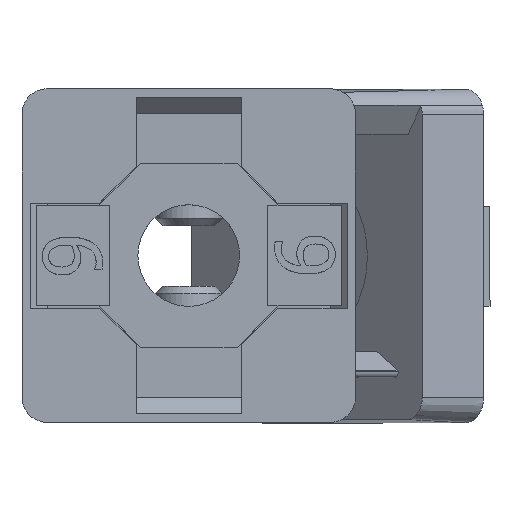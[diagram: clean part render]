
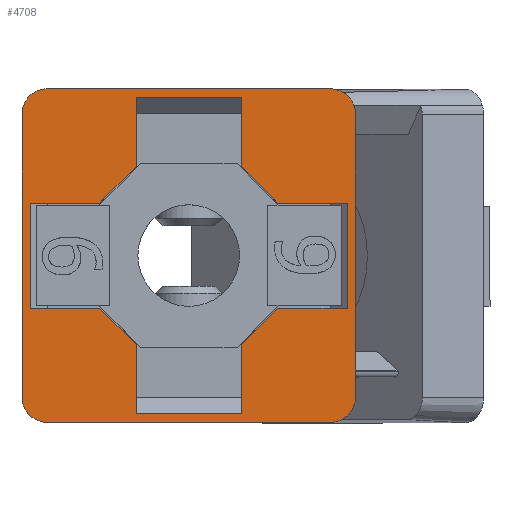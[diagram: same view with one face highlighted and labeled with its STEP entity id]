
A CAD part, top view. The second image highlights one B-rep face of the part: STEP entity #4708.
In plain terms, the highlighted planar face has unit normal (0, 0, 1).
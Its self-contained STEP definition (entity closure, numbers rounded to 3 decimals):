
#244=ELLIPSE('',#5103,1.501,1.5);
#245=ELLIPSE('',#5108,1.501,1.5);
#317=FACE_BOUND('',#777,.T.);
#349=CIRCLE('',#5104,1.51);
#350=CIRCLE('',#5105,1.51);
#351=CIRCLE('',#5106,1.51);
#352=CIRCLE('',#5107,1.51);
#497=FACE_OUTER_BOUND('',#776,.T.);
#776=EDGE_LOOP('',(#3236,#3237,#3238,#3239,#3240,#3241,#3242,#3243,#3244,
#3245,#3246,#3247));
#777=EDGE_LOOP('',(#3248,#3249,#3250,#3251,#3252,#3253,#3254,#3255,#3256,
#3257,#3258,#3259,#3260,#3261,#3262,#3263));
#1060=LINE('',#6764,#1509);
#1064=LINE('',#6771,#1513);
#1070=LINE('',#6785,#1519);
#1074=LINE('',#6792,#1523);
#1080=LINE('',#6806,#1529);
#1084=LINE('',#6813,#1533);
#1090=LINE('',#6827,#1539);
#1094=LINE('',#6834,#1543);
#1097=LINE('',#6840,#1546);
#1098=LINE('',#6843,#1547);
#1102=LINE('',#6849,#1551);
#1103=LINE('',#6852,#1552);
#1107=LINE('',#6858,#1556);
#1108=LINE('',#6861,#1557);
#1112=LINE('',#6867,#1561);
#1113=LINE('',#6869,#1562);
#1117=LINE('',#6892,#1566);
#1118=LINE('',#6896,#1567);
#1119=LINE('',#6900,#1568);
#1120=LINE('',#6904,#1569);
#1121=LINE('',#6908,#1570);
#1122=LINE('',#6912,#1571);
#1509=VECTOR('',#5493,10.);
#1513=VECTOR('',#5499,10.);
#1519=VECTOR('',#5509,10.);
#1523=VECTOR('',#5515,10.);
#1529=VECTOR('',#5525,10.);
#1533=VECTOR('',#5531,10.);
#1539=VECTOR('',#5541,10.);
#1543=VECTOR('',#5547,10.);
#1546=VECTOR('',#5552,10.);
#1547=VECTOR('',#5555,10.);
#1551=VECTOR('',#5561,10.);
#1552=VECTOR('',#5564,10.);
#1556=VECTOR('',#5570,10.);
#1557=VECTOR('',#5573,10.);
#1561=VECTOR('',#5579,10.);
#1562=VECTOR('',#5582,10.);
#1566=VECTOR('',#5608,16.998);
#1567=VECTOR('',#5611,0.004);
#1568=VECTOR('',#5614,16.98);
#1569=VECTOR('',#5617,16.98);
#1570=VECTOR('',#5620,16.98);
#1571=VECTOR('',#5623,0.004);
#1957=VERTEX_POINT('',#6761);
#1958=VERTEX_POINT('',#6763);
#1960=VERTEX_POINT('',#6769);
#1965=VERTEX_POINT('',#6782);
#1966=VERTEX_POINT('',#6784);
#1968=VERTEX_POINT('',#6790);
#1973=VERTEX_POINT('',#6803);
#1974=VERTEX_POINT('',#6805);
#1976=VERTEX_POINT('',#6811);
#1981=VERTEX_POINT('',#6824);
#1982=VERTEX_POINT('',#6826);
#1984=VERTEX_POINT('',#6832);
#1986=VERTEX_POINT('',#6838);
#1987=VERTEX_POINT('',#6842);
#1989=VERTEX_POINT('',#6851);
#1991=VERTEX_POINT('',#6860);
#1999=VERTEX_POINT('',#6890);
#2000=VERTEX_POINT('',#6891);
#2001=VERTEX_POINT('',#6893);
#2002=VERTEX_POINT('',#6895);
#2003=VERTEX_POINT('',#6897);
#2004=VERTEX_POINT('',#6899);
#2005=VERTEX_POINT('',#6901);
#2006=VERTEX_POINT('',#6903);
#2007=VERTEX_POINT('',#6905);
#2008=VERTEX_POINT('',#6907);
#2009=VERTEX_POINT('',#6909);
#2010=VERTEX_POINT('',#6911);
#2424=EDGE_CURVE('',#1958,#1957,#1060,.T.);
#2428=EDGE_CURVE('',#1957,#1960,#1064,.T.);
#2434=EDGE_CURVE('',#1966,#1965,#1070,.T.);
#2438=EDGE_CURVE('',#1965,#1968,#1074,.T.);
#2444=EDGE_CURVE('',#1974,#1973,#1080,.T.);
#2448=EDGE_CURVE('',#1973,#1976,#1084,.T.);
#2454=EDGE_CURVE('',#1982,#1981,#1090,.T.);
#2458=EDGE_CURVE('',#1981,#1984,#1094,.T.);
#2461=EDGE_CURVE('',#1968,#1986,#1097,.T.);
#2462=EDGE_CURVE('',#1987,#1966,#1098,.T.);
#2466=EDGE_CURVE('',#1976,#1987,#1102,.T.);
#2467=EDGE_CURVE('',#1989,#1974,#1103,.T.);
#2471=EDGE_CURVE('',#1984,#1989,#1107,.T.);
#2472=EDGE_CURVE('',#1991,#1982,#1108,.T.);
#2476=EDGE_CURVE('',#1960,#1991,#1112,.T.);
#2477=EDGE_CURVE('',#1986,#1958,#1113,.T.);
#2487=EDGE_CURVE('',#1999,#2000,#1117,.T.);
#2488=EDGE_CURVE('',#2001,#2000,#244,.T.);
#2489=EDGE_CURVE('',#2002,#2001,#1118,.T.);
#2490=EDGE_CURVE('',#2002,#2003,#349,.T.);
#2491=EDGE_CURVE('',#2003,#2004,#1119,.T.);
#2492=EDGE_CURVE('',#2004,#2005,#350,.T.);
#2493=EDGE_CURVE('',#2005,#2006,#1120,.T.);
#2494=EDGE_CURVE('',#2006,#2007,#351,.T.);
#2495=EDGE_CURVE('',#2007,#2008,#1121,.T.);
#2496=EDGE_CURVE('',#2008,#2009,#352,.T.);
#2497=EDGE_CURVE('',#2010,#2009,#1122,.T.);
#2498=EDGE_CURVE('',#1999,#2010,#245,.T.);
#3236=ORIENTED_EDGE('',*,*,#2487,.T.);
#3237=ORIENTED_EDGE('',*,*,#2488,.F.);
#3238=ORIENTED_EDGE('',*,*,#2489,.F.);
#3239=ORIENTED_EDGE('',*,*,#2490,.T.);
#3240=ORIENTED_EDGE('',*,*,#2491,.T.);
#3241=ORIENTED_EDGE('',*,*,#2492,.T.);
#3242=ORIENTED_EDGE('',*,*,#2493,.T.);
#3243=ORIENTED_EDGE('',*,*,#2494,.T.);
#3244=ORIENTED_EDGE('',*,*,#2495,.T.);
#3245=ORIENTED_EDGE('',*,*,#2496,.T.);
#3246=ORIENTED_EDGE('',*,*,#2497,.F.);
#3247=ORIENTED_EDGE('',*,*,#2498,.F.);
#3248=ORIENTED_EDGE('',*,*,#2461,.T.);
#3249=ORIENTED_EDGE('',*,*,#2477,.T.);
#3250=ORIENTED_EDGE('',*,*,#2424,.T.);
#3251=ORIENTED_EDGE('',*,*,#2428,.T.);
#3252=ORIENTED_EDGE('',*,*,#2476,.T.);
#3253=ORIENTED_EDGE('',*,*,#2472,.T.);
#3254=ORIENTED_EDGE('',*,*,#2454,.T.);
#3255=ORIENTED_EDGE('',*,*,#2458,.T.);
#3256=ORIENTED_EDGE('',*,*,#2471,.T.);
#3257=ORIENTED_EDGE('',*,*,#2467,.T.);
#3258=ORIENTED_EDGE('',*,*,#2444,.T.);
#3259=ORIENTED_EDGE('',*,*,#2448,.T.);
#3260=ORIENTED_EDGE('',*,*,#2466,.T.);
#3261=ORIENTED_EDGE('',*,*,#2462,.T.);
#3262=ORIENTED_EDGE('',*,*,#2434,.T.);
#3263=ORIENTED_EDGE('',*,*,#2438,.T.);
#4538=PLANE('',#5102);
#4708=ADVANCED_FACE('',(#497,#317),#4538,.T.);
#5102=AXIS2_PLACEMENT_3D('',#6889,#5606,#5607);
#5103=AXIS2_PLACEMENT_3D('',#6894,#5609,#5610);
#5104=AXIS2_PLACEMENT_3D('',#6898,#5612,#5613);
#5105=AXIS2_PLACEMENT_3D('',#6902,#5615,#5616);
#5106=AXIS2_PLACEMENT_3D('',#6906,#5618,#5619);
#5107=AXIS2_PLACEMENT_3D('',#6910,#5621,#5622);
#5108=AXIS2_PLACEMENT_3D('',#6913,#5624,#5625);
#5493=DIRECTION('',(0.,-1.,0.));
#5499=DIRECTION('',(-1.,0.,0.));
#5509=DIRECTION('',(1.,0.,0.));
#5515=DIRECTION('',(0.,-1.,0.));
#5525=DIRECTION('',(0.,1.,0.));
#5531=DIRECTION('',(1.,0.,0.));
#5541=DIRECTION('',(-1.,0.,0.));
#5547=DIRECTION('',(0.,1.,0.));
#5552=DIRECTION('',(-1.,0.,0.));
#5555=DIRECTION('',(0.707,-0.707,0.));
#5561=DIRECTION('',(0.,-1.,0.));
#5564=DIRECTION('',(0.707,0.707,0.));
#5570=DIRECTION('',(1.,0.,0.));
#5573=DIRECTION('',(-0.707,0.707,0.));
#5579=DIRECTION('',(0.,1.,0.));
#5582=DIRECTION('',(-0.707,-0.707,0.));
#5606=DIRECTION('center_axis',(0.,0.,1.));
#5607=DIRECTION('ref_axis',(1.,0.,0.));
#5608=DIRECTION('',(1.,0.,0.));
#5609=DIRECTION('center_axis',(0.,0.,-1.));
#5610=DIRECTION('ref_axis',(1.,0.,0.));
#5611=DIRECTION('',(0.538,-0.843,0.));
#5612=DIRECTION('center_axis',(0.,0.,1.));
#5613=DIRECTION('ref_axis',(0.,-1.,0.));
#5614=DIRECTION('',(0.,1.,0.));
#5615=DIRECTION('center_axis',(0.,0.,1.));
#5616=DIRECTION('ref_axis',(1.,0.,0.));
#5617=DIRECTION('',(-1.,0.,0.));
#5618=DIRECTION('center_axis',(0.,0.,1.));
#5619=DIRECTION('ref_axis',(0.,1.,0.));
#5620=DIRECTION('',(0.,-1.,0.));
#5621=DIRECTION('center_axis',(0.,0.,1.));
#5622=DIRECTION('ref_axis',(-1.,0.,0.));
#5623=DIRECTION('',(0.538,0.843,0.));
#5624=DIRECTION('center_axis',(0.,0.,-1.));
#5625=DIRECTION('ref_axis',(1.,0.,0.));
#6761=CARTESIAN_POINT('',(3.15,-9.5,0.));
#6763=CARTESIAN_POINT('',(3.15,-5.335,0.));
#6764=CARTESIAN_POINT('',(3.15,-2.668,0.));
#6769=CARTESIAN_POINT('',(-3.15,-9.5,0.));
#6771=CARTESIAN_POINT('',(1.575,-9.5,0.));
#6782=CARTESIAN_POINT('',(9.5,3.15,0.));
#6784=CARTESIAN_POINT('',(5.335,3.15,0.));
#6785=CARTESIAN_POINT('',(2.668,3.15,0.));
#6790=CARTESIAN_POINT('',(9.5,-3.15,0.));
#6792=CARTESIAN_POINT('',(9.5,1.575,0.));
#6803=CARTESIAN_POINT('',(-3.15,9.5,0.));
#6805=CARTESIAN_POINT('',(-3.15,5.335,0.));
#6806=CARTESIAN_POINT('',(-3.15,2.668,0.));
#6811=CARTESIAN_POINT('',(3.15,9.5,0.));
#6813=CARTESIAN_POINT('',(-1.575,9.5,0.));
#6824=CARTESIAN_POINT('',(-9.5,-3.15,0.));
#6826=CARTESIAN_POINT('',(-5.335,-3.15,0.));
#6827=CARTESIAN_POINT('',(-2.668,-3.15,0.));
#6832=CARTESIAN_POINT('',(-9.5,3.15,0.));
#6834=CARTESIAN_POINT('',(-9.5,-1.575,0.));
#6838=CARTESIAN_POINT('',(5.335,-3.15,0.));
#6840=CARTESIAN_POINT('',(4.75,-3.15,0.));
#6842=CARTESIAN_POINT('',(3.15,5.335,0.));
#6843=CARTESIAN_POINT('',(3.696,4.789,0.));
#6849=CARTESIAN_POINT('',(3.15,4.75,0.));
#6851=CARTESIAN_POINT('',(-5.335,3.15,0.));
#6852=CARTESIAN_POINT('',(-4.789,3.696,0.));
#6858=CARTESIAN_POINT('',(-4.75,3.15,0.));
#6860=CARTESIAN_POINT('',(-3.15,-5.335,0.));
#6861=CARTESIAN_POINT('',(-3.696,-4.789,0.));
#6867=CARTESIAN_POINT('',(-3.15,-4.75,0.));
#6869=CARTESIAN_POINT('',(4.789,-3.696,0.));
#6889=CARTESIAN_POINT('Origin',(0.,0.,
0.));
#6890=CARTESIAN_POINT('',(-8.499,-10.,0.));
#6891=CARTESIAN_POINT('',(8.499,-10.,0.));
#6892=CARTESIAN_POINT('',(-10.,-10.,0.));
#6893=CARTESIAN_POINT('',(9.906,-9.023,0.));
#6894=CARTESIAN_POINT('Origin',(8.499,-8.5,0.));
#6895=CARTESIAN_POINT('',(9.904,-9.02,0.));
#6896=CARTESIAN_POINT('',(6.56,-3.776,0.));
#6897=CARTESIAN_POINT('',(10.,-8.49,0.));
#6898=CARTESIAN_POINT('Origin',(8.49,-8.49,0.));
#6899=CARTESIAN_POINT('',(10.,8.49,0.));
#6900=CARTESIAN_POINT('',(10.,-8.49,0.));
#6901=CARTESIAN_POINT('',(8.49,10.,0.));
#6902=CARTESIAN_POINT('Origin',(8.49,8.49,0.));
#6903=CARTESIAN_POINT('',(-8.49,10.,0.));
#6904=CARTESIAN_POINT('',(8.49,10.,0.));
#6905=CARTESIAN_POINT('',(-10.,8.49,0.));
#6906=CARTESIAN_POINT('Origin',(-8.49,8.49,0.));
#6907=CARTESIAN_POINT('',(-10.,-8.49,0.));
#6908=CARTESIAN_POINT('',(-10.,8.49,0.));
#6909=CARTESIAN_POINT('',(-9.901,-9.028,0.));
#6910=CARTESIAN_POINT('Origin',(-8.49,-8.49,0.));
#6911=CARTESIAN_POINT('',(-9.903,-9.031,0.));
#6912=CARTESIAN_POINT('',(-9.585,-8.532,0.));
#6913=CARTESIAN_POINT('Origin',(-8.499,-8.5,0.));
